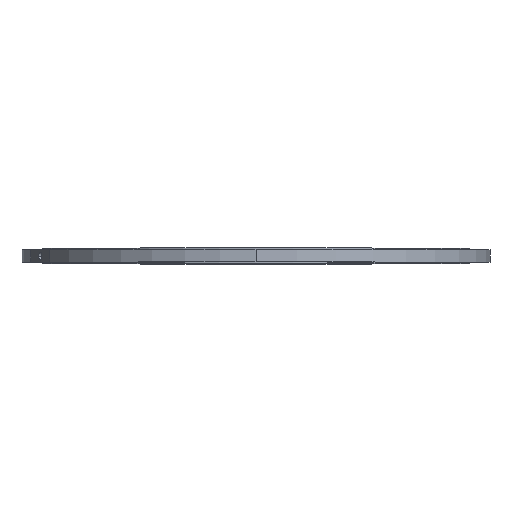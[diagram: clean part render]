
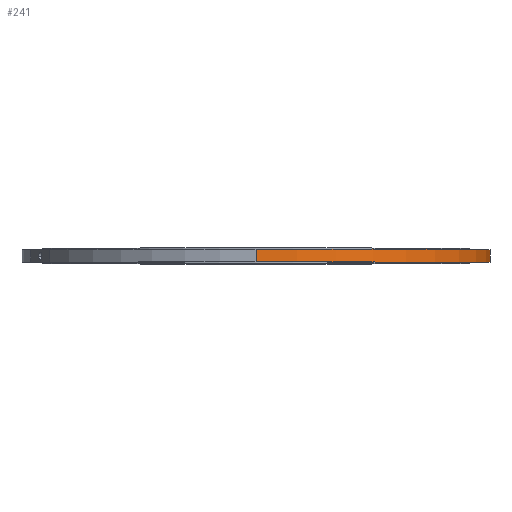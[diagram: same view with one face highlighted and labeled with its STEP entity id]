
A CAD part, top view. The second image highlights one B-rep face of the part: STEP entity #241.
In plain terms, the highlighted cylindrical face has radius 350 mm (diameter 700 mm), a partial arc.
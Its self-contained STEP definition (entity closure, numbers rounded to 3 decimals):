
#96 = DIRECTION ( 'NONE',  ( 0., -1., 0. ) ) ;
#241 = ADVANCED_FACE ( 'NONE', ( #14901 ), #8695, .T. ) ;
#357 = EDGE_CURVE ( 'NONE', #2255, #10219, #13842, .T. ) ;
#1346 = CARTESIAN_POINT ( 'NONE',  ( 0., 2., 350. ) ) ;
#1387 = DIRECTION ( 'NONE',  ( 0., 0., -1. ) ) ;
#1553 = ORIENTED_EDGE ( 'NONE', *, *, #13357, .T. ) ;
#1580 = CIRCLE ( 'NONE', #5703, 350. ) ;
#2255 = VERTEX_POINT ( 'NONE', #14642 ) ;
#2527 = CARTESIAN_POINT ( 'NONE',  ( 0., 0., 0. ) ) ;
#3332 = VECTOR ( 'NONE', #10772, 1000. ) ;
#3581 = LINE ( 'NONE', #10933, #3332 ) ;
#4055 = CIRCLE ( 'NONE', #7415, 350. ) ;
#5703 = AXIS2_PLACEMENT_3D ( 'NONE', #10986, #7215, #1387 ) ;
#5822 = ORIENTED_EDGE ( 'NONE', *, *, #15394, .F. ) ;
#6427 = VECTOR ( 'NONE', #6656, 1000. ) ;
#6656 = DIRECTION ( 'NONE',  ( 0., -1., 0. ) ) ;
#7215 = DIRECTION ( 'NONE',  ( 0., -1., 0. ) ) ;
#7415 = AXIS2_PLACEMENT_3D ( 'NONE', #10040, #11193, #15179 ) ;
#7463 = DIRECTION ( 'NONE',  ( 0., 0., -1. ) ) ;
#8695 = CYLINDRICAL_SURFACE ( 'NONE', #12707, 350. ) ;
#9008 = CARTESIAN_POINT ( 'NONE',  ( 0., 0., 350. ) ) ;
#9377 = CARTESIAN_POINT ( 'NONE',  ( 0., 21., -350. ) ) ;
#10040 = CARTESIAN_POINT ( 'NONE',  ( 0., 21., 0. ) ) ;
#10219 = VERTEX_POINT ( 'NONE', #1346 ) ;
#10772 = DIRECTION ( 'NONE',  ( 0., -1., 0. ) ) ;
#10933 = CARTESIAN_POINT ( 'NONE',  ( 0., 0., -350. ) ) ;
#10986 = CARTESIAN_POINT ( 'NONE',  ( 0., 2., 0. ) ) ;
#11193 = DIRECTION ( 'NONE',  ( 0., -1., 0. ) ) ;
#12042 = VERTEX_POINT ( 'NONE', #9377 ) ;
#12224 = ORIENTED_EDGE ( 'NONE', *, *, #357, .T. ) ;
#12382 = CARTESIAN_POINT ( 'NONE',  ( 0., 2., -350. ) ) ;
#12707 = AXIS2_PLACEMENT_3D ( 'NONE', #2527, #96, #7463 ) ;
#13357 = EDGE_CURVE ( 'NONE', #12042, #2255, #4055, .T. ) ;
#13415 = EDGE_LOOP ( 'NONE', ( #1553, #12224, #5822, #14688 ) ) ;
#13495 = VERTEX_POINT ( 'NONE', #12382 ) ;
#13842 = LINE ( 'NONE', #9008, #6427 ) ;
#14642 = CARTESIAN_POINT ( 'NONE',  ( 0., 21., 350. ) ) ;
#14653 = EDGE_CURVE ( 'NONE', #12042, #13495, #3581, .T. ) ;
#14688 = ORIENTED_EDGE ( 'NONE', *, *, #14653, .F. ) ;
#14901 = FACE_OUTER_BOUND ( 'NONE', #13415, .T. ) ;
#15179 = DIRECTION ( 'NONE',  ( 0., 0., -1. ) ) ;
#15394 = EDGE_CURVE ( 'NONE', #13495, #10219, #1580, .T. ) ;
